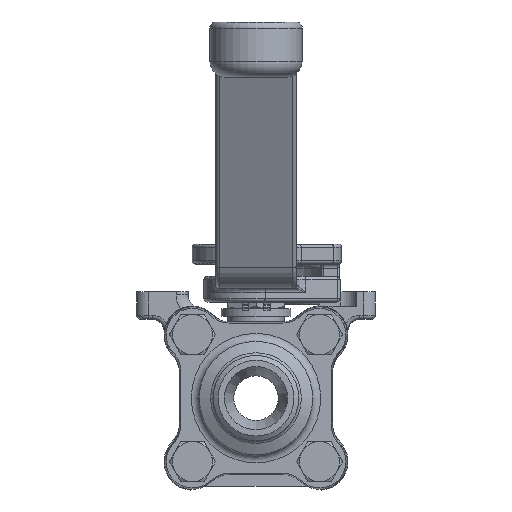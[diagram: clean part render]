
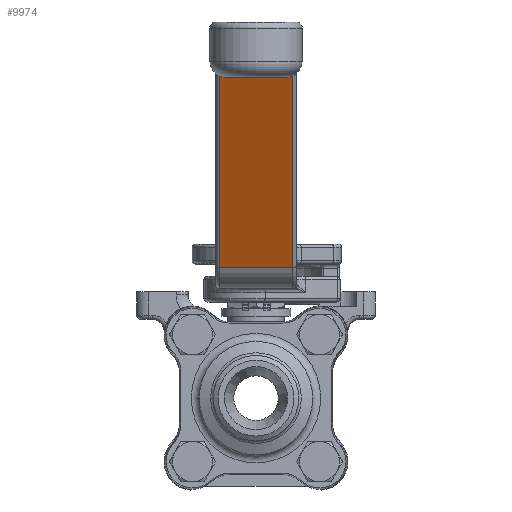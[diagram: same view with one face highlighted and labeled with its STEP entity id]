
A CAD part, front view. The second image highlights one B-rep face of the part: STEP entity #9974.
In plain terms, the highlighted face is planar.
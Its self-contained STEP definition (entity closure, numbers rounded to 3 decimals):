
#701=PLANE('',#10987);
#1151=FACE_OUTER_BOUND('',#1853,.T.);
#1853=EDGE_LOOP('',(#8318,#8319,#8320,#8321));
#3247=LINE('',#17563,#3911);
#3252=LINE('',#17675,#3916);
#3253=LINE('',#17679,#3917);
#3254=LINE('',#17680,#3918);
#3911=VECTOR('',#13427,53.376);
#3916=VECTOR('',#13458,18.4);
#3917=VECTOR('',#13463,18.4);
#3918=VECTOR('',#13464,53.376);
#4746=VERTEX_POINT('',#17557);
#4747=VERTEX_POINT('',#17561);
#4757=VERTEX_POINT('',#17674);
#4758=VERTEX_POINT('',#17678);
#5975=EDGE_CURVE('',#4746,#4747,#3247,.T.);
#5990=EDGE_CURVE('',#4747,#4757,#3252,.T.);
#5992=EDGE_CURVE('',#4758,#4746,#3253,.T.);
#5993=EDGE_CURVE('',#4757,#4758,#3254,.T.);
#8318=ORIENTED_EDGE('',*,*,#5975,.F.);
#8319=ORIENTED_EDGE('',*,*,#5992,.F.);
#8320=ORIENTED_EDGE('',*,*,#5993,.F.);
#8321=ORIENTED_EDGE('',*,*,#5990,.F.);
#9974=ADVANCED_FACE('',(#1151),#701,.T.);
#10987=AXIS2_PLACEMENT_3D('',#17677,#13461,#13462);
#13427=DIRECTION('',(-0.423,0.,-0.906));
#13458=DIRECTION('',(0.,-1.,0.));
#13461=DIRECTION('center_axis',(0.906,0.,-0.423));
#13462=DIRECTION('ref_axis',(-0.423,0.,-0.906));
#13463=DIRECTION('',(0.,1.,0.));
#13464=DIRECTION('',(0.423,0.,0.906));
#17557=CARTESIAN_POINT('',(52.361,9.2,55.571));
#17561=CARTESIAN_POINT('',(29.803,9.2,7.196));
#17563=CARTESIAN_POINT('',(58.287,9.2,68.279));
#17674=CARTESIAN_POINT('',(29.803,-9.2,7.196));
#17675=CARTESIAN_POINT('',(29.803,-5.,7.196));
#17677=CARTESIAN_POINT('Origin',(56.265,-10.,63.943));
#17678=CARTESIAN_POINT('',(52.361,-9.2,55.571));
#17679=CARTESIAN_POINT('',(52.361,-10.,55.571));
#17680=CARTESIAN_POINT('',(59.244,-9.2,70.333));
